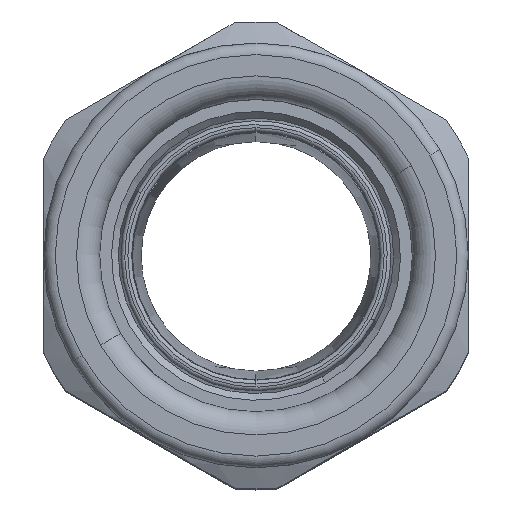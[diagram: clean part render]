
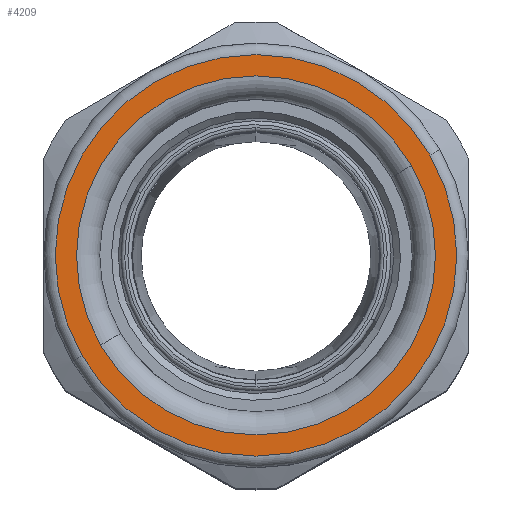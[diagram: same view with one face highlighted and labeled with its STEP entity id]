
A CAD part, top view. The second image highlights one B-rep face of the part: STEP entity #4209.
In plain terms, the highlighted planar face has unit normal (0, 0, 1).
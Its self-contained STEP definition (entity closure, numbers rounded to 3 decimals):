
#4097=AXIS2_PLACEMENT_3D('Circle Axis2P3D',#4095,#4096,$) ;
#4121=AXIS2_PLACEMENT_3D('Circle Axis2P3D',#4119,#4120,$) ;
#4185=AXIS2_PLACEMENT_3D('Plane Axis2P3D',#4182,#4183,#4184) ;
#4189=AXIS2_PLACEMENT_3D('Circle Axis2P3D',#4187,#4188,$) ;
#4198=AXIS2_PLACEMENT_3D('Circle Axis2P3D',#4196,#4197,$) ;
#4092=CARTESIAN_POINT('Vertex',(7.365,18.625,93.4)) ;
#4095=CARTESIAN_POINT('Axis2P3D Location',(27.5,30.25,93.4)) ;
#4099=CARTESIAN_POINT('Vertex',(47.635,41.875,93.4)) ;
#4119=CARTESIAN_POINT('Axis2P3D Location',(27.5,30.25,93.4)) ;
#4182=CARTESIAN_POINT('Axis2P3D Location',(27.5,30.25,93.4)) ;
#4187=CARTESIAN_POINT('Axis2P3D Location',(27.5,30.25,93.4)) ;
#4191=CARTESIAN_POINT('Vertex',(50.017,43.25,93.4)) ;
#4193=CARTESIAN_POINT('Vertex',(4.983,17.25,93.4)) ;
#4196=CARTESIAN_POINT('Axis2P3D Location',(27.5,30.25,93.4)) ;
#4096=DIRECTION('Axis2P3D Direction',(0.,0.,1.)) ;
#4120=DIRECTION('Axis2P3D Direction',(0.,0.,1.)) ;
#4183=DIRECTION('Axis2P3D Direction',(0.,0.,1.)) ;
#4184=DIRECTION('Axis2P3D XDirection',(-0.866,-0.5,0.)) ;
#4188=DIRECTION('Axis2P3D Direction',(0.,0.,1.)) ;
#4197=DIRECTION('Axis2P3D Direction',(0.,0.,1.)) ;
#4202=ORIENTED_EDGE('',*,*,#4195,.T.) ;
#4203=ORIENTED_EDGE('',*,*,#4200,.T.) ;
#4206=ORIENTED_EDGE('',*,*,#4123,.F.) ;
#4207=ORIENTED_EDGE('',*,*,#4101,.F.) ;
#4208=FACE_BOUND('',#4205,.T.) ;
#4209=ADVANCED_FACE('Part1.1\\Koerper.2',(#4204,#4208),#4186,.T.) ;
#4098=CIRCLE('generated circle',#4097,23.25) ;
#4122=CIRCLE('generated circle',#4121,23.25) ;
#4190=CIRCLE('generated circle',#4189,26.) ;
#4199=CIRCLE('generated circle',#4198,26.) ;
#4101=EDGE_CURVE('',#4093,#4100,#4098,.T.) ;
#4123=EDGE_CURVE('',#4100,#4093,#4122,.T.) ;
#4195=EDGE_CURVE('',#4192,#4194,#4190,.T.) ;
#4200=EDGE_CURVE('',#4194,#4192,#4199,.T.) ;
#4201=EDGE_LOOP('',(#4202,#4203)) ;
#4205=EDGE_LOOP('',(#4206,#4207)) ;
#4204=FACE_OUTER_BOUND('',#4201,.T.) ;
#4186=PLANE('',#4185) ;
#4093=VERTEX_POINT('',#4092) ;
#4100=VERTEX_POINT('',#4099) ;
#4192=VERTEX_POINT('',#4191) ;
#4194=VERTEX_POINT('',#4193) ;
